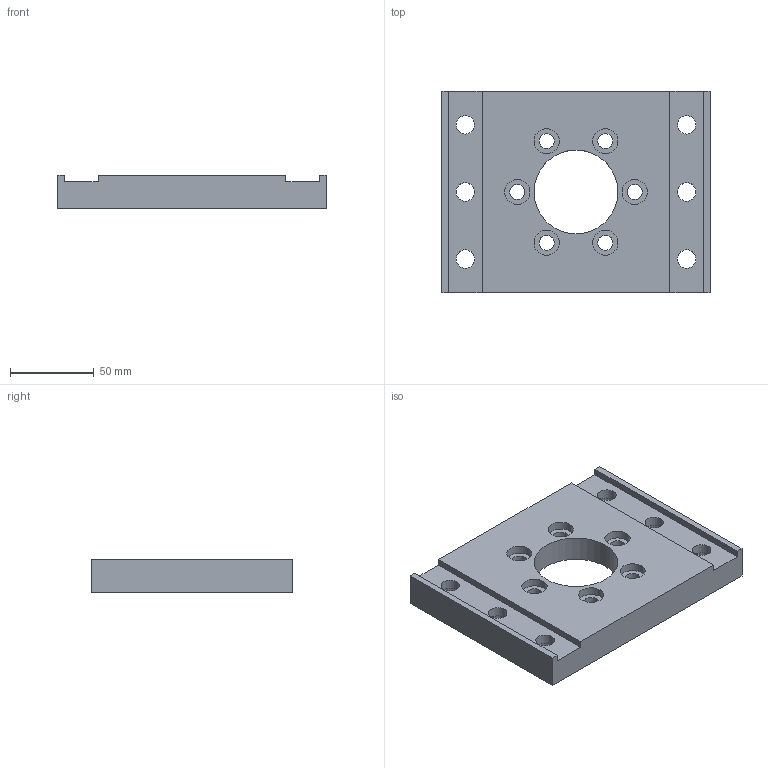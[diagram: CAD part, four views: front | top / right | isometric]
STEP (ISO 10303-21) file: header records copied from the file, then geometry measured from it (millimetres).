
FILE_DESCRIPTION(/* description */ (''),/* implementation_level */ '2;1');
FILE_NAME(/* name */ 'F1631AM.stp',/* time_stamp */ '2024-05-15T12:10:56+02:00',/* author */ ('Z420'),/* organization */ (''),/* preprocessor_version */ 'ST-DEVELOPER v18.1',/* originating_system */ 'Autodesk Inventor 2022',/* authorisation */ '');
FILE_SCHEMA (('AUTOMOTIVE_DESIGN { 1 0 10303 214 3 1 1 }'));
Length unit declared in the file: millimetre
Products named in the file (1): flasque O
Bounding box: 160 x 120 x 20 mm (x, y, z)
Volume: 277739.4 mm3; surface area: 56908.3 mm2
Topology: 1 solids, 1 shells, 53 faces, 114 edges, 76 vertices
Faces by surface type: plane 27, cylinder 26
Full cylindrical faces by diameter (mm): 9 x6, 11 x6, 15 x6, 18 x6, 50 x1, 90 x1
Entity records: 1555 total; most frequent: DIRECTION 274, CARTESIAN_POINT 244, ORIENTED_EDGE 228, EDGE_CURVE 114, AXIS2_PLACEMENT_3D 106, EDGE_LOOP 92, VERTEX_POINT 76, LINE 62
